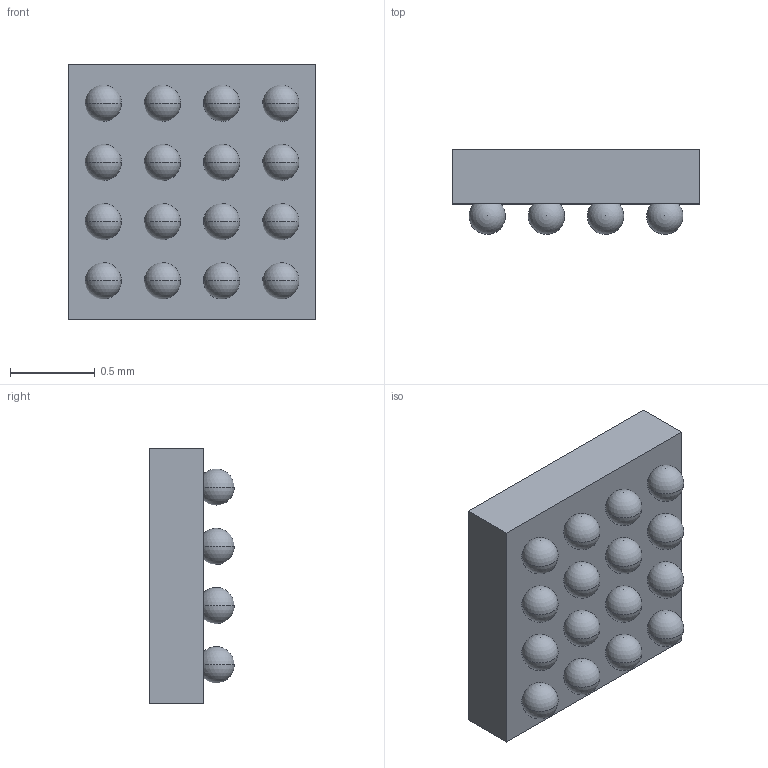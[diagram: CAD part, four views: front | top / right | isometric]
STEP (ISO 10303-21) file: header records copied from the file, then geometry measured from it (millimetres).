
FILE_DESCRIPTION (( 'STEP AP214' ), '1' );
FILE_NAME ('YKB16.STEP', '2024-03-28T19:29:22', ( '' ), ( '' ), 'SwSTEP 2.0', 'SolidWorks 2021', '' );
FILE_SCHEMA (( 'AUTOMOTIVE_DESIGN' ));
Length unit declared in the file: millimetre
Products named in the file (1): YKB16
Bounding box: 1.46 x 0.5 x 1.51 mm (x, y, z)
Volume: 0.8 mm3; surface area: 8.8 mm2
Topology: 18 solids, 18 shells, 61 faces, 168 edges, 112 vertices
Faces by surface type: sphere 32, plane 25, cylinder 4
Entity records: 1569 total; most frequent: DIRECTION 284, CARTESIAN_POINT 214, ORIENTED_EDGE 176, AXIS2_PLACEMENT_3D 134, EDGE_CURVE 88, CIRCLE 72, VERTEX_POINT 64, EDGE_LOOP 62
